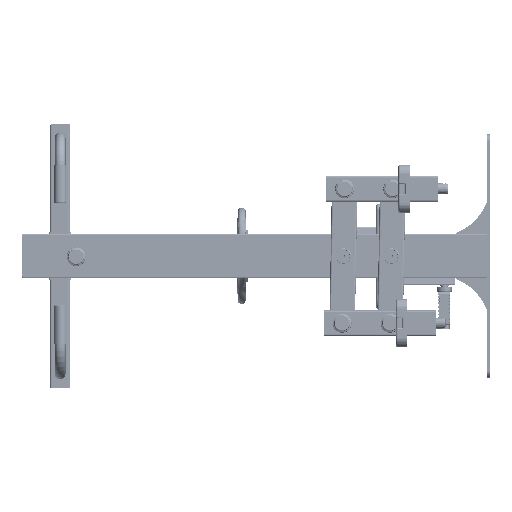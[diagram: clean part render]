
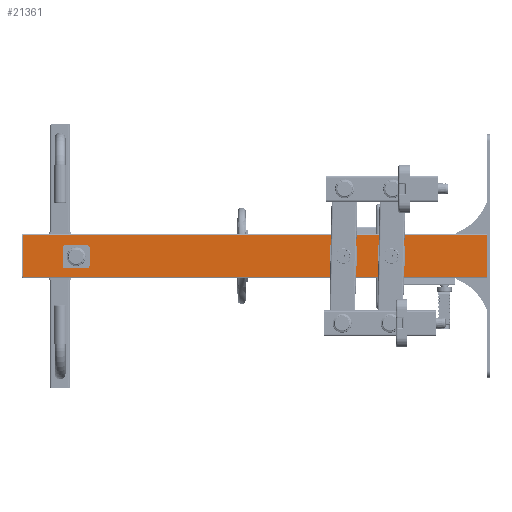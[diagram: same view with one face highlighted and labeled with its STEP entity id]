
A CAD part, left-side view. The second image highlights one B-rep face of the part: STEP entity #21361.
In plain terms, the highlighted planar face has unit normal (-1, 0, 0).
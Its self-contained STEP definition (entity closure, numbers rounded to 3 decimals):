
#21361=ADVANCED_FACE('',(#38324),#38326,.T.);
#38324=FACE_BOUND('',#38325,.T.);
#38325=EDGE_LOOP('',(#56972,#56973,#56974,#56975));
#38326=PLANE('',#38327);
#38327=AXIS2_PLACEMENT_3D('',#38328,#38329,#38330);
#38328=CARTESIAN_POINT('',(0.,0.,-115.));
#38329=DIRECTION('',(-1.,0.,0.));
#38330=DIRECTION('',(0.,0.,1.));
#56972=ORIENTED_EDGE('',*,*,#64627,.T.);
#56973=ORIENTED_EDGE('',*,*,#64628,.T.);
#56974=ORIENTED_EDGE('',*,*,#64629,.F.);
#56975=ORIENTED_EDGE('',*,*,#64625,.F.);
#64625=EDGE_CURVE('',#72729,#72731,#72732,.T.);
#64627=EDGE_CURVE('',#72729,#72734,#72735,.T.);
#64628=EDGE_CURVE('',#72734,#72736,#72737,.T.);
#64629=EDGE_CURVE('',#72731,#72736,#72738,.T.);
#72729=VERTEX_POINT('',#98231);
#72731=VERTEX_POINT('',#98236);
#72732=LINE('',#98237,#98238);
#72734=VERTEX_POINT('',#98244);
#72735=LINE('',#98245,#98246);
#72736=VERTEX_POINT('',#98248);
#72737=LINE('',#98249,#98250);
#72738=LINE('',#98252,#98253);
#98231=CARTESIAN_POINT('',(0.,0.,-115.));
#98236=CARTESIAN_POINT('',(0.,1450.,-115.));
#98237=CARTESIAN_POINT('',(0.,0.,-115.));
#98238=VECTOR('',#98239,1.);
#98239=DIRECTION('',(0.,1.,0.));
#98244=CARTESIAN_POINT('',(0.,0.,15.));
#98245=CARTESIAN_POINT('',(0.,0.,-115.));
#98246=VECTOR('',#98247,1.);
#98247=DIRECTION('',(0.,0.,1.));
#98248=CARTESIAN_POINT('',(0.,1450.,15.));
#98249=CARTESIAN_POINT('',(0.,0.,15.));
#98250=VECTOR('',#98251,1.);
#98251=DIRECTION('',(0.,1.,0.));
#98252=CARTESIAN_POINT('',(0.,1450.,-115.));
#98253=VECTOR('',#98254,1.);
#98254=DIRECTION('',(0.,0.,1.));
